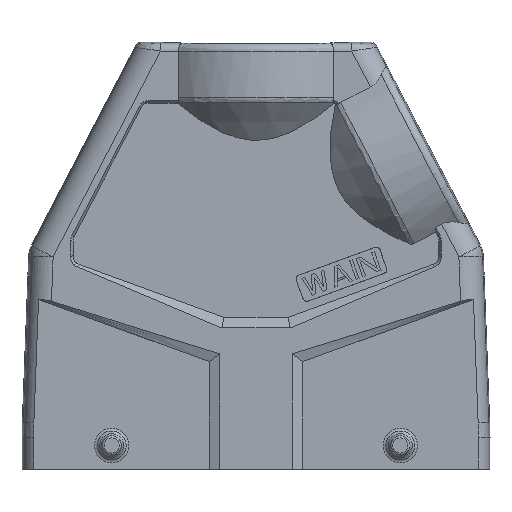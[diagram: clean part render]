
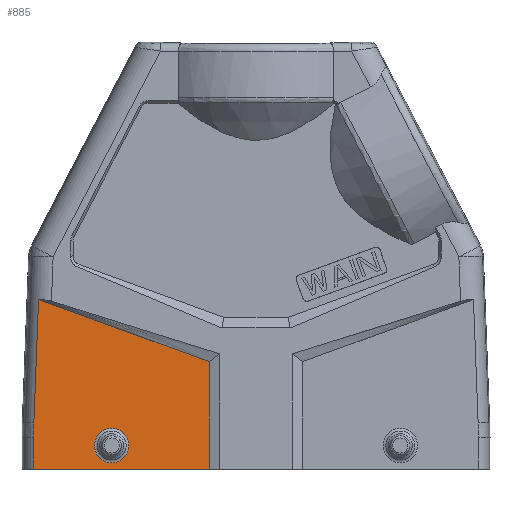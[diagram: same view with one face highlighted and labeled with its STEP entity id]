
A CAD part, top view. The second image highlights one B-rep face of the part: STEP entity #885.
In plain terms, the highlighted planar face has unit normal (0, 0, 1).
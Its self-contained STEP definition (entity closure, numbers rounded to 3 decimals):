
#468=FACE_BOUND('',#1919,.T.);
#469=FACE_BOUND('',#1920,.T.);
#885=ADVANCED_FACE('',(#468,#469),#1101,.T.);
#1101=PLANE('',#7631);
#1919=EDGE_LOOP('',(#3787));
#1920=EDGE_LOOP('',(#3788,#3789,#3790,#3791,#3792,#3793));
#2190=CIRCLE('',#7594,97.302);
#2200=CIRCLE('',#7630,4.414);
#3787=ORIENTED_EDGE('',*,*,#5701,.F.);
#3788=ORIENTED_EDGE('',*,*,#5654,.T.);
#3789=ORIENTED_EDGE('',*,*,#5658,.F.);
#3790=ORIENTED_EDGE('',*,*,#5661,.F.);
#3791=ORIENTED_EDGE('',*,*,#5651,.T.);
#3792=ORIENTED_EDGE('',*,*,#5647,.F.);
#3793=ORIENTED_EDGE('',*,*,#5700,.F.);
#4753=VERTEX_POINT('',#13016);
#4754=VERTEX_POINT('',#13017);
#4755=VERTEX_POINT('',#13022);
#4758=VERTEX_POINT('',#13033);
#4759=VERTEX_POINT('',#13035);
#4761=VERTEX_POINT('',#13044);
#4776=VERTEX_POINT('',#13253);
#5647=EDGE_CURVE('',#4753,#4754,#6287,.T.);
#5651=EDGE_CURVE('',#4755,#4754,#2190,.T.);
#5654=EDGE_CURVE('',#4759,#4758,#6289,.T.);
#5658=EDGE_CURVE('',#4761,#4758,#6292,.T.);
#5661=EDGE_CURVE('',#4755,#4761,#6294,.T.);
#5700=EDGE_CURVE('',#4759,#4753,#6315,.T.);
#5701=EDGE_CURVE('',#4776,#4776,#2200,.T.);
#6287=LINE('',#13015,#6894);
#6289=LINE('',#13034,#6896);
#6292=LINE('',#13045,#6899);
#6294=LINE('',#13065,#6901);
#6315=LINE('',#13250,#6922);
#6894=VECTOR('',#9157,1.);
#6896=VECTOR('',#9171,1.);
#6899=VECTOR('',#9176,1.);
#6901=VECTOR('',#9180,1.);
#6922=VECTOR('',#9263,1.);
#7594=AXIS2_PLACEMENT_3D('',#13023,#9166,#9167);
#7630=AXIS2_PLACEMENT_3D('',#13252,#9266,#9267);
#7631=AXIS2_PLACEMENT_3D('',#13254,#9268,#9269);
#9157=DIRECTION('',(0.,1.,0.));
#9166=DIRECTION('',(0.,0.,1.));
#9167=DIRECTION('',(1.,0.,0.));
#9171=DIRECTION('',(0.,1.,0.));
#9176=DIRECTION('',(0.94,-0.342,0.));
#9180=DIRECTION('',(0.038,0.999,0.));
#9263=DIRECTION('',(-1.,0.,0.));
#9266=DIRECTION('',(0.,0.,1.));
#9267=DIRECTION('',(1.,0.,0.));
#9268=DIRECTION('',(0.,0.,1.));
#9269=DIRECTION('',(1.,0.,0.));
#13015=CARTESIAN_POINT('',(-57.028,-152.205,21.5));
#13016=CARTESIAN_POINT('',(-57.028,-9.1,21.5));
#13017=CARTESIAN_POINT('',(-57.028,-0.907,21.5));
#13022=CARTESIAN_POINT('',(-56.957,2.792,21.5));
#13023=CARTESIAN_POINT('',(40.274,-0.907,21.5));
#13033=CARTESIAN_POINT('',(-12.,18.5,21.5));
#13034=CARTESIAN_POINT('',(-12.,86.877,21.5));
#13035=CARTESIAN_POINT('',(-12.,-9.1,21.5));
#13044=CARTESIAN_POINT('',(-55.754,34.425,21.5));
#13045=CARTESIAN_POINT('',(-55.754,34.425,21.5));
#13065=CARTESIAN_POINT('',(-56.967,2.533,21.5));
#13250=CARTESIAN_POINT('',(0.,-9.1,21.5));
#13252=CARTESIAN_POINT('',(-37.,-3.,21.5));
#13253=CARTESIAN_POINT('',(-32.586,-3.,21.5));
#13254=CARTESIAN_POINT('',(21.549,86.877,21.5));
